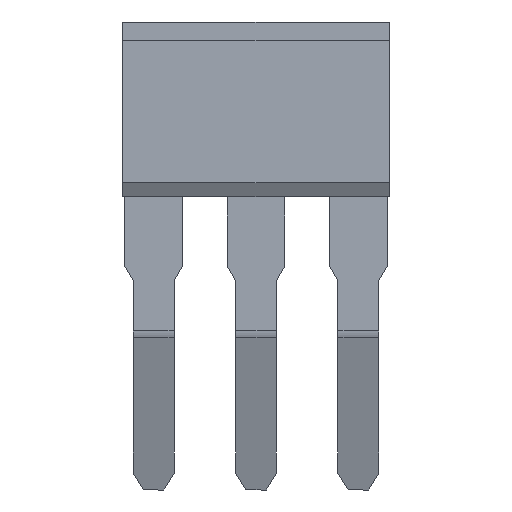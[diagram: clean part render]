
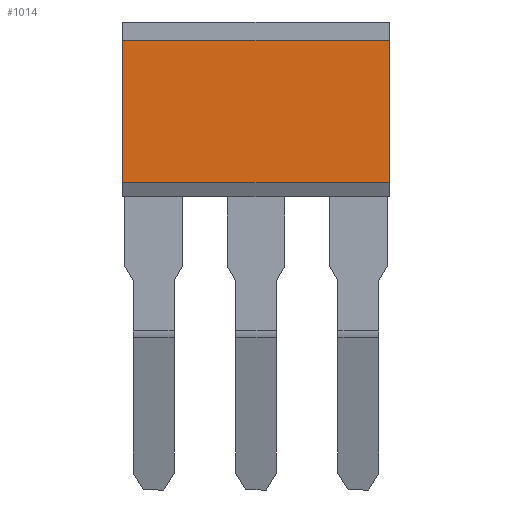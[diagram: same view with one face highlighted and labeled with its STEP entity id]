
A CAD part, top view. The second image highlights one B-rep face of the part: STEP entity #1014.
In plain terms, the highlighted planar face has unit normal (0, 0, 1).
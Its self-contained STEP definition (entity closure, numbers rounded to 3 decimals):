
#14 = CARTESIAN_POINT ( 'NONE',  ( 1.773, 13.599, 3.492 ) ) ;
#73 = DIRECTION ( 'NONE',  ( 1., 0., 0. ) ) ;
#84 = VECTOR ( 'NONE', #1152, 1000. ) ;
#312 = CARTESIAN_POINT ( 'NONE',  ( -20.069, 6.654, 3.492 ) ) ;
#341 = DIRECTION ( 'NONE',  ( 0., -1., 0. ) ) ;
#571 = ORIENTED_EDGE ( 'NONE', *, *, #1938, .T. ) ;
#705 = PLANE ( 'NONE',  #1096 ) ;
#919 = VECTOR ( 'NONE', #1480, 1000. ) ;
#922 = DIRECTION ( 'NONE',  ( 0., 0., 1. ) ) ;
#1006 = LINE ( 'NONE', #1047, #919 ) ;
#1014 = ADVANCED_FACE ( 'NONE', ( #2321 ), #705, .T. ) ;
#1047 = CARTESIAN_POINT ( 'NONE',  ( 1.773, 13.599, 3.492 ) ) ;
#1096 = AXIS2_PLACEMENT_3D ( 'NONE', #2163, #922, #2365 ) ;
#1152 = DIRECTION ( 'NONE',  ( 1., 0., 0. ) ) ;
#1161 = EDGE_CURVE ( 'NONE', #1218, #2223, #1006, .T. ) ;
#1218 = VERTEX_POINT ( 'NONE', #14 ) ;
#1264 = LINE ( 'NONE', #1332, #1408 ) ;
#1332 = CARTESIAN_POINT ( 'NONE',  ( -20.069, 13.599, 3.492 ) ) ;
#1396 = CARTESIAN_POINT ( 'NONE',  ( -11.227, 13.599, 3.492 ) ) ;
#1408 = VECTOR ( 'NONE', #73, 1000. ) ;
#1441 = VERTEX_POINT ( 'NONE', #2583 ) ;
#1480 = DIRECTION ( 'NONE',  ( 0., -1., 0. ) ) ;
#1509 = VECTOR ( 'NONE', #341, 1000. ) ;
#1516 = CARTESIAN_POINT ( 'NONE',  ( 1.773, 6.654, 3.492 ) ) ;
#1575 = LINE ( 'NONE', #1396, #1509 ) ;
#1813 = ORIENTED_EDGE ( 'NONE', *, *, #2451, .T. ) ;
#1882 = LINE ( 'NONE', #312, #84 ) ;
#1938 = EDGE_CURVE ( 'NONE', #2400, #1441, #1575, .T. ) ;
#1969 = CARTESIAN_POINT ( 'NONE',  ( -11.227, 13.599, 3.492 ) ) ;
#2111 = ORIENTED_EDGE ( 'NONE', *, *, #2341, .F. ) ;
#2163 = CARTESIAN_POINT ( 'NONE',  ( -20.069, 13.599, 3.492 ) ) ;
#2175 = ORIENTED_EDGE ( 'NONE', *, *, #1161, .F. ) ;
#2223 = VERTEX_POINT ( 'NONE', #1516 ) ;
#2321 = FACE_OUTER_BOUND ( 'NONE', #2528, .T. ) ;
#2341 = EDGE_CURVE ( 'NONE', #2400, #1218, #1264, .T. ) ;
#2365 = DIRECTION ( 'NONE',  ( 0., -1., 0. ) ) ;
#2400 = VERTEX_POINT ( 'NONE', #1969 ) ;
#2451 = EDGE_CURVE ( 'NONE', #1441, #2223, #1882, .T. ) ;
#2528 = EDGE_LOOP ( 'NONE', ( #1813, #2175, #2111, #571 ) ) ;
#2583 = CARTESIAN_POINT ( 'NONE',  ( -11.227, 6.654, 3.492 ) ) ;
